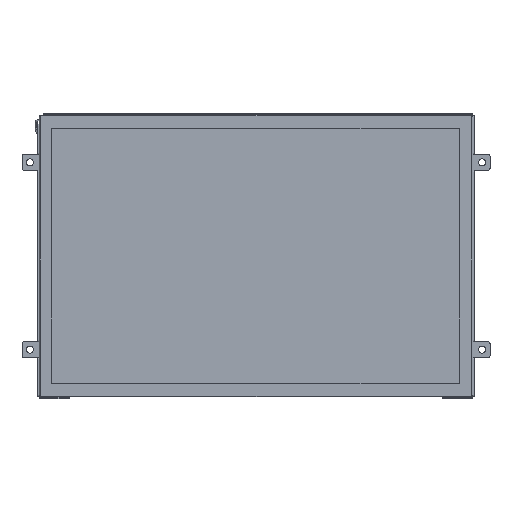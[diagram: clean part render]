
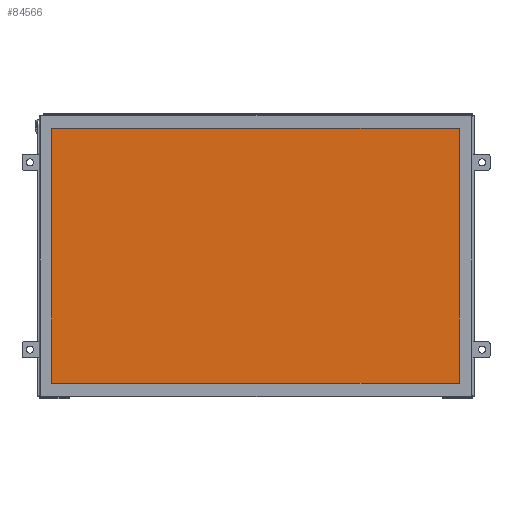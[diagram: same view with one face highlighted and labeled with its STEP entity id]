
A CAD part, top view. The second image highlights one B-rep face of the part: STEP entity #84566.
In plain terms, the highlighted planar face has unit normal (0, 0, 1).
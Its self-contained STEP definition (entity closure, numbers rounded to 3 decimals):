
#1369=PLANE('',#89375);
#4219=FACE_OUTER_BOUND('',#8794,.T.);
#8794=EDGE_LOOP('',(#57471,#57472,#57473,#57474));
#13574=LINE('',#122218,#23052);
#13577=LINE('',#122223,#23055);
#13579=LINE('',#122227,#23057);
#13580=LINE('',#122229,#23058);
#23052=VECTOR('',#97388,10.);
#23055=VECTOR('',#97393,10.);
#23057=VECTOR('',#97397,10.);
#23058=VECTOR('',#97400,10.);
#35690=VERTEX_POINT('',#122215);
#35691=VERTEX_POINT('',#122217);
#35692=VERTEX_POINT('',#122221);
#35693=VERTEX_POINT('',#122225);
#44229=EDGE_CURVE('',#35690,#35691,#13574,.T.);
#44232=EDGE_CURVE('',#35692,#35690,#13577,.T.);
#44234=EDGE_CURVE('',#35693,#35692,#13579,.T.);
#44235=EDGE_CURVE('',#35691,#35693,#13580,.T.);
#57471=ORIENTED_EDGE('',*,*,#44235,.F.);
#57472=ORIENTED_EDGE('',*,*,#44229,.F.);
#57473=ORIENTED_EDGE('',*,*,#44232,.F.);
#57474=ORIENTED_EDGE('',*,*,#44234,.F.);
#84566=ADVANCED_FACE('',(#4219),#1369,.F.);
#89375=AXIS2_PLACEMENT_3D('',#122230,#97401,#97402);
#97388=DIRECTION('',(0.,1.,0.));
#97393=DIRECTION('',(-1.,0.,0.));
#97397=DIRECTION('',(0.,-1.,0.));
#97400=DIRECTION('',(1.,0.,0.));
#97401=DIRECTION('center_axis',(0.,0.,-1.));
#97402=DIRECTION('ref_axis',(-1.,0.,0.));
#122215=CARTESIAN_POINT('',(16.104,16.746,5.7));
#122217=CARTESIAN_POINT('',(16.104,179.946,5.7));
#122218=CARTESIAN_POINT('',(16.104,179.946,5.7));
#122221=CARTESIAN_POINT('',(277.224,16.746,5.7));
#122223=CARTESIAN_POINT('',(16.104,16.746,5.7));
#122225=CARTESIAN_POINT('',(277.224,179.946,5.7));
#122227=CARTESIAN_POINT('',(277.224,16.746,5.7));
#122229=CARTESIAN_POINT('',(277.224,179.946,5.7));
#122230=CARTESIAN_POINT('Origin',(146.664,98.346,5.7));
